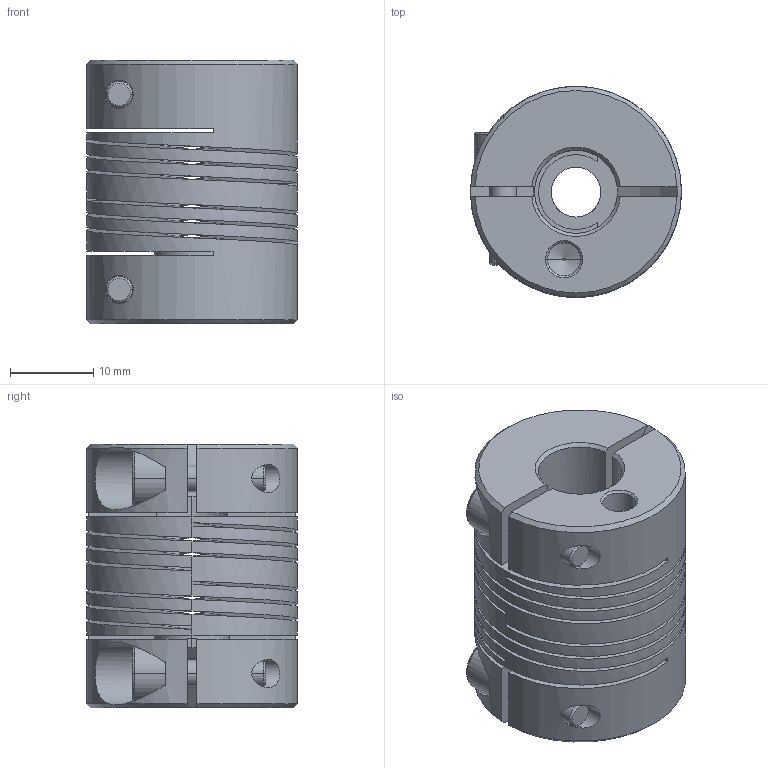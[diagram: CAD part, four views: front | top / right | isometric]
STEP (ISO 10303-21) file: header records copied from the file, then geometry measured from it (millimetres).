
FILE_DESCRIPTION (( 'STEP AP214' ), '1' );
FILE_NAME ('Ruland_PCMR25-10-10-SS.step', '2017-08-21T23:48:49', ( '' ), ( '' ), 'SwSTEP 2.0', 'SolidWorks 2017', '' );
FILE_SCHEMA (( 'AUTOMOTIVE_DESIGN' ));
Length unit declared in the file: inch
Products named in the file (3): Ruland_PCMR25-10-10-SS; PCR16-PCMR25-A_PCMR25-10-6-A; Metric Socket Head Cap Screws 1a_CFM4_12
Assembly tree (3 placements, depth 2):
  Ruland_PCMR25-10-10-SS
    PCR16-PCMR25-A_PCMR25-10-6-A
    Metric Socket Head Cap Screws 1a_CFM4_12  x2
Bounding box: 25.4 x 25.39 x 31.75 mm (x, y, z)
Volume: 12001.6 mm3; surface area: 11611.8 mm2
Topology: 3 solids, 3 shells, 151 faces, 400 edges, 253 vertices
Faces by surface type: cylinder 63, plane 57, cone 23, bspline 8
Entity records: 8309 total; most frequent: CARTESIAN_POINT 4635, ORIENTED_EDGE 724, DIRECTION 629, EDGE_CURVE 362, VERTEX_POINT 229, AXIS2_PLACEMENT_3D 227, LINE 175, VECTOR 175
